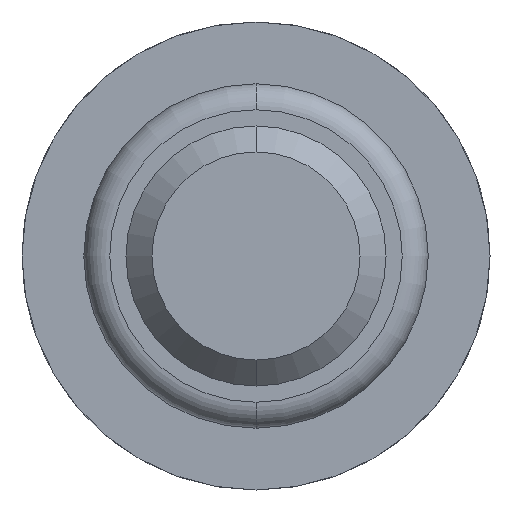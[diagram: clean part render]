
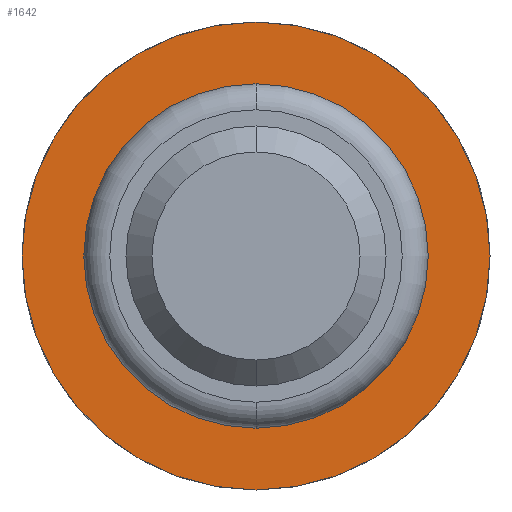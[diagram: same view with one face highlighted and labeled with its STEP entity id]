
A CAD part, front view. The second image highlights one B-rep face of the part: STEP entity #1642.
In plain terms, the highlighted planar face has unit normal (0, -1, 0).
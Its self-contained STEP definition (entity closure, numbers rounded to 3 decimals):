
#49 = AXIS2_PLACEMENT_3D ( 'NONE', #537, #1297, #946 ) ;
#151 = ORIENTED_EDGE ( 'NONE', *, *, #3597, .T. ) ;
#358 = AXIS2_PLACEMENT_3D ( 'NONE', #4733, #1093, #3542 ) ;
#503 = VERTEX_POINT ( 'NONE', #4919 ) ;
#537 = CARTESIAN_POINT ( 'NONE',  ( 0., -1.8, 0. ) ) ;
#620 = CIRCLE ( 'NONE', #49, 1.8 ) ;
#733 = EDGE_CURVE ( 'Defeature ausgef�hrt6_12+Defeature ausgef�hrt6_13+Defeature ausgef�hrt6_13+Defeature ausgef�hrt6_13', #4036, #503, #620, .T. ) ;
#834 = AXIS2_PLACEMENT_3D ( 'NONE', #3392, #1757, #3785 ) ;
#946 = DIRECTION ( 'NONE',  ( 0., 0., 1. ) ) ;
#972 = EDGE_CURVE ( 'Defeature ausgef�hrt6_12+Defeature ausgef�hrt6_13+Defeature ausgef�hrt6_13+Defeature ausgef�hrt6_13', #503, #4036, #2920, .T. ) ;
#975 = EDGE_CURVE ( 'Defeature ausgef�hrt6_13+Defeature ausgef�hrt6_14+Defeature ausgef�hrt6_14+Defeature ausgef�hrt6_14', #4083, #4613, #3493, .T. ) ;
#1093 = DIRECTION ( 'NONE',  ( 0., 1., 0. ) ) ;
#1103 = CARTESIAN_POINT ( 'NONE',  ( 0., -1.8, 1.325 ) ) ;
#1167 = DIRECTION ( 'NONE',  ( 0., 1., 0. ) ) ;
#1172 = ORIENTED_EDGE ( 'NONE', *, *, #733, .F. ) ;
#1297 = DIRECTION ( 'NONE',  ( 0., 1., 0. ) ) ;
#1482 = CARTESIAN_POINT ( 'NONE',  ( 0., -1.8, -1.325 ) ) ;
#1615 = DIRECTION ( 'NONE',  ( 0., 0., 1. ) ) ;
#1642 = ADVANCED_FACE ( 'Defeature ausgef�hrt6_13', ( #4763, #3550 ), #5204, .F. ) ;
#1757 = DIRECTION ( 'NONE',  ( 0., 1., 0. ) ) ;
#2030 = CIRCLE ( 'NONE', #358, 1.325 ) ;
#2353 = AXIS2_PLACEMENT_3D ( 'NONE', #4552, #4998, #4956 ) ;
#2772 = CARTESIAN_POINT ( 'NONE',  ( 1.8, -1.8, 0. ) ) ;
#2920 = CIRCLE ( 'NONE', #2353, 1.8 ) ;
#3232 = AXIS2_PLACEMENT_3D ( 'NONE', #2772, #1167, #1615 ) ;
#3392 = CARTESIAN_POINT ( 'NONE',  ( 0., -1.8, 0. ) ) ;
#3493 = CIRCLE ( 'NONE', #834, 1.325 ) ;
#3542 = DIRECTION ( 'NONE',  ( 0., 0., 1. ) ) ;
#3550 = FACE_BOUND ( 'NONE', #4784, .T. ) ;
#3597 = EDGE_CURVE ( 'Defeature ausgef�hrt6_13+Defeature ausgef�hrt6_14+Defeature ausgef�hrt6_14+Defeature ausgef�hrt6_14', #4613, #4083, #2030, .T. ) ;
#3699 = EDGE_LOOP ( 'NONE', ( #1172, #4291 ) ) ;
#3785 = DIRECTION ( 'NONE',  ( 0., 0., 1. ) ) ;
#3894 = CARTESIAN_POINT ( 'NONE',  ( 0., -1.8, 1.8 ) ) ;
#4036 = VERTEX_POINT ( 'NONE', #3894 ) ;
#4083 = VERTEX_POINT ( 'NONE', #1103 ) ;
#4291 = ORIENTED_EDGE ( 'NONE', *, *, #972, .F. ) ;
#4552 = CARTESIAN_POINT ( 'NONE',  ( 0., -1.8, 0. ) ) ;
#4613 = VERTEX_POINT ( 'NONE', #1482 ) ;
#4678 = ORIENTED_EDGE ( 'NONE', *, *, #975, .T. ) ;
#4733 = CARTESIAN_POINT ( 'NONE',  ( 0., -1.8, 0. ) ) ;
#4763 = FACE_OUTER_BOUND ( 'NONE', #3699, .T. ) ;
#4784 = EDGE_LOOP ( 'NONE', ( #4678, #151 ) ) ;
#4919 = CARTESIAN_POINT ( 'NONE',  ( 0., -1.8, -1.8 ) ) ;
#4956 = DIRECTION ( 'NONE',  ( 0., 0., 1. ) ) ;
#4998 = DIRECTION ( 'NONE',  ( 0., 1., 0. ) ) ;
#5204 = PLANE ( 'NONE',  #3232 ) ;
